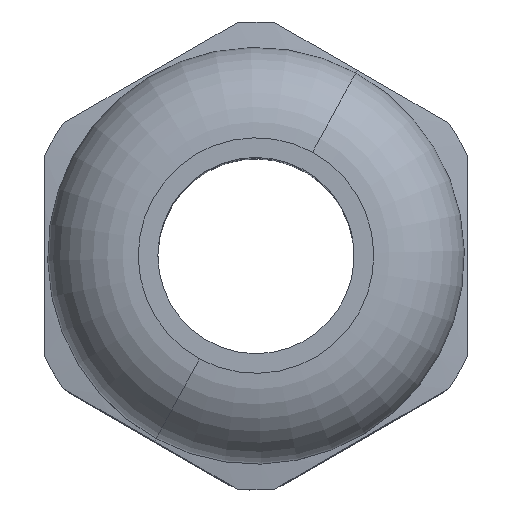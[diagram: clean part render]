
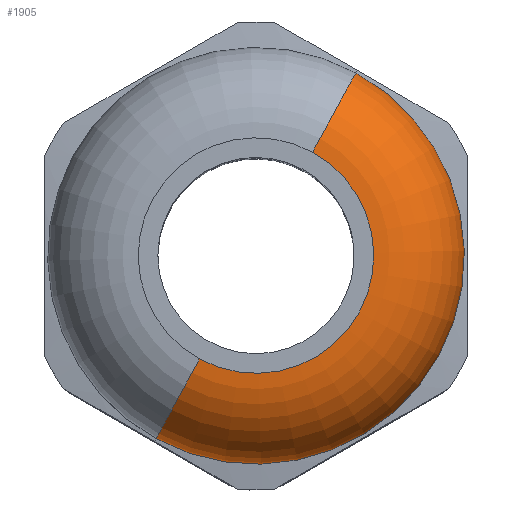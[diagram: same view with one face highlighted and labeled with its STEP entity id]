
A CAD part, top view. The second image highlights one B-rep face of the part: STEP entity #1905.
In plain terms, the highlighted toroidal (fillet/blend) face has major radius 3.9 mm and minor radius 3 mm.
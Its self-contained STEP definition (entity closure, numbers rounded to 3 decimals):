
#129=AXIS2_PLACEMENT_3D('Circle Axis2P3D',#127,#128,$) ;
#1878=AXIS2_PLACEMENT_3D('Torus Axis2P3D',#1875,#1876,#1877) ;
#1882=AXIS2_PLACEMENT_3D('Circle Axis2P3D',#1880,#1881,$) ;
#1891=AXIS2_PLACEMENT_3D('Circle Axis2P3D',#1889,#1890,$) ;
#1896=AXIS2_PLACEMENT_3D('Circle Axis2P3D',#1894,#1895,$) ;
#127=CARTESIAN_POINT('Axis2P3D Location',(7.,7.75,28.098)) ;
#131=CARTESIAN_POINT('Vertex',(8.87,11.173,28.098)) ;
#133=CARTESIAN_POINT('Vertex',(5.13,4.327,28.098)) ;
#1875=CARTESIAN_POINT('Axis2P3D Location',(7.,7.75,25.098)) ;
#1880=CARTESIAN_POINT('Axis2P3D Location',(7.,7.75,25.098)) ;
#1884=CARTESIAN_POINT('Vertex',(3.692,1.695,25.098)) ;
#1886=CARTESIAN_POINT('Vertex',(10.308,13.805,25.098)) ;
#1889=CARTESIAN_POINT('Axis2P3D Location',(8.87,11.173,25.098)) ;
#1894=CARTESIAN_POINT('Axis2P3D Location',(5.13,4.327,25.098)) ;
#128=DIRECTION('Axis2P3D Direction',(0.,0.,1.)) ;
#1876=DIRECTION('Axis2P3D Direction',(0.,0.,-1.)) ;
#1877=DIRECTION('Axis2P3D XDirection',(0.479,0.878,0.)) ;
#1881=DIRECTION('Axis2P3D Direction',(0.,0.,-1.)) ;
#1890=DIRECTION('Axis2P3D Direction',(-0.878,0.479,0.)) ;
#1895=DIRECTION('Axis2P3D Direction',(0.878,-0.479,0.)) ;
#1900=ORIENTED_EDGE('',*,*,#1888,.T.) ;
#1901=ORIENTED_EDGE('',*,*,#1893,.F.) ;
#1902=ORIENTED_EDGE('',*,*,#135,.T.) ;
#1903=ORIENTED_EDGE('',*,*,#1898,.T.) ;
#1905=ADVANCED_FACE('K\X2\00F6\X0\rper.2',(#1904),#1879,.T.) ;
#130=CIRCLE('generated circle',#129,3.9) ;
#1883=CIRCLE('generated circle',#1882,6.9) ;
#1892=CIRCLE('generated circle',#1891,3.) ;
#1897=CIRCLE('generated circle',#1896,3.) ;
#1879=TOROIDAL_SURFACE('homeo Torus',#1878,3.9,3.) ;
#135=EDGE_CURVE('',#132,#134,#130,.F.) ;
#1888=EDGE_CURVE('',#1885,#1887,#1883,.F.) ;
#1893=EDGE_CURVE('',#132,#1887,#1892,.T.) ;
#1898=EDGE_CURVE('',#134,#1885,#1897,.T.) ;
#1899=EDGE_LOOP('',(#1900,#1901,#1902,#1903)) ;
#1904=FACE_OUTER_BOUND('',#1899,.T.) ;
#132=VERTEX_POINT('',#131) ;
#134=VERTEX_POINT('',#133) ;
#1885=VERTEX_POINT('',#1884) ;
#1887=VERTEX_POINT('',#1886) ;
